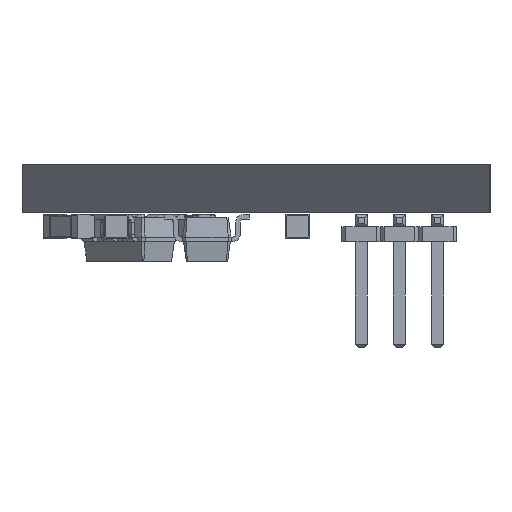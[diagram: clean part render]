
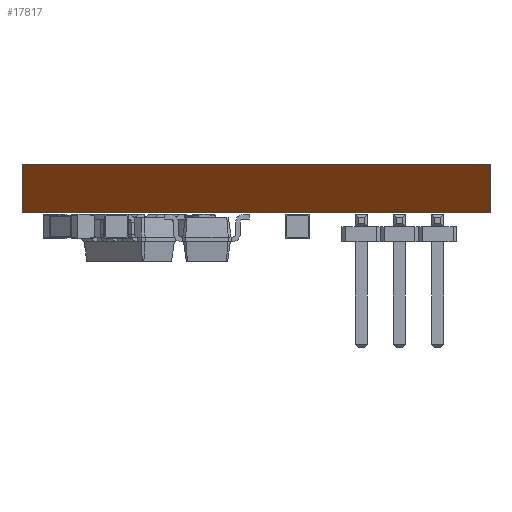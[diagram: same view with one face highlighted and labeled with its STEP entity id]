
A CAD part, left-side view. The second image highlights one B-rep face of the part: STEP entity #17817.
In plain terms, the highlighted planar face has unit normal (-0.605, 0.796, 0).
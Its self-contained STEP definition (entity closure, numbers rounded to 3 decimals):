
#17817 = ADVANCED_FACE('',(#17818),#17832,.T.);
#17818 = FACE_BOUND('',#17819,.T.);
#17819 = EDGE_LOOP('',(#17820,#17855,#17883,#17911));
#17820 = ORIENTED_EDGE('',*,*,#17821,.T.);
#17821 = EDGE_CURVE('',#17822,#17824,#17826,.T.);
#17822 = VERTEX_POINT('',#17823);
#17823 = CARTESIAN_POINT('',(159.6,-79.15,0.));
#17824 = VERTEX_POINT('',#17825);
#17825 = CARTESIAN_POINT('',(159.6,-79.15,1.6));
#17826 = SURFACE_CURVE('',#17827,(#17831,#17843),.PCURVE_S1.);
#17827 = LINE('',#17828,#17829);
#17828 = CARTESIAN_POINT('',(159.6,-79.15,0.));
#17829 = VECTOR('',#17830,1.);
#17830 = DIRECTION('',(0.,0.,1.));
#17831 = PCURVE('',#17832,#17837);
#17832 = PLANE('',#17833);
#17833 = AXIS2_PLACEMENT_3D('',#17834,#17835,#17836);
#17834 = CARTESIAN_POINT('',(159.6,-79.15,0.));
#17835 = DIRECTION('',(-0.605,0.796,0.));
#17836 = DIRECTION('',(0.796,0.605,0.));
#17837 = DEFINITIONAL_REPRESENTATION('',(#17838),#17842);
#17838 = LINE('',#17839,#17840);
#17839 = CARTESIAN_POINT('',(0.,0.));
#17840 = VECTOR('',#17841,1.);
#17841 = DIRECTION('',(0.,-1.));
#17842 = ( GEOMETRIC_REPRESENTATION_CONTEXT(2) 
PARAMETRIC_REPRESENTATION_CONTEXT() REPRESENTATION_CONTEXT('2D SPACE',''
  ) );
#17843 = PCURVE('',#17844,#17849);
#17844 = PLANE('',#17845);
#17845 = AXIS2_PLACEMENT_3D('',#17846,#17847,#17848);
#17846 = CARTESIAN_POINT('',(191.45,-79.15,0.));
#17847 = DIRECTION('',(0.,-1.,0.));
#17848 = DIRECTION('',(-1.,0.,0.));
#17849 = DEFINITIONAL_REPRESENTATION('',(#17850),#17854);
#17850 = LINE('',#17851,#17852);
#17851 = CARTESIAN_POINT('',(31.85,0.));
#17852 = VECTOR('',#17853,1.);
#17853 = DIRECTION('',(0.,-1.));
#17854 = ( GEOMETRIC_REPRESENTATION_CONTEXT(2) 
PARAMETRIC_REPRESENTATION_CONTEXT() REPRESENTATION_CONTEXT('2D SPACE',''
  ) );
#17855 = ORIENTED_EDGE('',*,*,#17856,.T.);
#17856 = EDGE_CURVE('',#17824,#17857,#17859,.T.);
#17857 = VERTEX_POINT('',#17858);
#17858 = CARTESIAN_POINT('',(180.,-63.65,1.6));
#17859 = SURFACE_CURVE('',#17860,(#17864,#17871),.PCURVE_S1.);
#17860 = LINE('',#17861,#17862);
#17861 = CARTESIAN_POINT('',(159.6,-79.15,1.6));
#17862 = VECTOR('',#17863,1.);
#17863 = DIRECTION('',(0.796,0.605,0.));
#17864 = PCURVE('',#17832,#17865);
#17865 = DEFINITIONAL_REPRESENTATION('',(#17866),#17870);
#17866 = LINE('',#17867,#17868);
#17867 = CARTESIAN_POINT('',(0.,-1.6));
#17868 = VECTOR('',#17869,1.);
#17869 = DIRECTION('',(1.,0.));
#17870 = ( GEOMETRIC_REPRESENTATION_CONTEXT(2) 
PARAMETRIC_REPRESENTATION_CONTEXT() REPRESENTATION_CONTEXT('2D SPACE',''
  ) );
#17871 = PCURVE('',#17872,#17877);
#17872 = PLANE('',#17873);
#17873 = AXIS2_PLACEMENT_3D('',#17874,#17875,#17876);
#17874 = CARTESIAN_POINT('',(198.65,-73.297,1.6));
#17875 = DIRECTION('',(-0.,-0.,-1.));
#17876 = DIRECTION('',(-1.,0.,0.));
#17877 = DEFINITIONAL_REPRESENTATION('',(#17878),#17882);
#17878 = LINE('',#17879,#17880);
#17879 = CARTESIAN_POINT('',(39.05,-5.853));
#17880 = VECTOR('',#17881,1.);
#17881 = DIRECTION('',(-0.796,0.605));
#17882 = ( GEOMETRIC_REPRESENTATION_CONTEXT(2) 
PARAMETRIC_REPRESENTATION_CONTEXT() REPRESENTATION_CONTEXT('2D SPACE',''
  ) );
#17883 = ORIENTED_EDGE('',*,*,#17884,.F.);
#17884 = EDGE_CURVE('',#17885,#17857,#17887,.T.);
#17885 = VERTEX_POINT('',#17886);
#17886 = CARTESIAN_POINT('',(180.,-63.65,0.));
#17887 = SURFACE_CURVE('',#17888,(#17892,#17899),.PCURVE_S1.);
#17888 = LINE('',#17889,#17890);
#17889 = CARTESIAN_POINT('',(180.,-63.65,0.));
#17890 = VECTOR('',#17891,1.);
#17891 = DIRECTION('',(0.,0.,1.));
#17892 = PCURVE('',#17832,#17893);
#17893 = DEFINITIONAL_REPRESENTATION('',(#17894),#17898);
#17894 = LINE('',#17895,#17896);
#17895 = CARTESIAN_POINT('',(25.62,0.));
#17896 = VECTOR('',#17897,1.);
#17897 = DIRECTION('',(0.,-1.));
#17898 = ( GEOMETRIC_REPRESENTATION_CONTEXT(2) 
PARAMETRIC_REPRESENTATION_CONTEXT() REPRESENTATION_CONTEXT('2D SPACE',''
  ) );
#17899 = PCURVE('',#17900,#17905);
#17900 = PLANE('',#17901);
#17901 = AXIS2_PLACEMENT_3D('',#17902,#17903,#17904);
#17902 = CARTESIAN_POINT('',(180.,-63.65,0.));
#17903 = DIRECTION('',(0.,1.,0.));
#17904 = DIRECTION('',(1.,0.,0.));
#17905 = DEFINITIONAL_REPRESENTATION('',(#17906),#17910);
#17906 = LINE('',#17907,#17908);
#17907 = CARTESIAN_POINT('',(0.,0.));
#17908 = VECTOR('',#17909,1.);
#17909 = DIRECTION('',(0.,-1.));
#17910 = ( GEOMETRIC_REPRESENTATION_CONTEXT(2) 
PARAMETRIC_REPRESENTATION_CONTEXT() REPRESENTATION_CONTEXT('2D SPACE',''
  ) );
#17911 = ORIENTED_EDGE('',*,*,#17912,.F.);
#17912 = EDGE_CURVE('',#17822,#17885,#17913,.T.);
#17913 = SURFACE_CURVE('',#17914,(#17918,#17925),.PCURVE_S1.);
#17914 = LINE('',#17915,#17916);
#17915 = CARTESIAN_POINT('',(159.6,-79.15,0.));
#17916 = VECTOR('',#17917,1.);
#17917 = DIRECTION('',(0.796,0.605,0.));
#17918 = PCURVE('',#17832,#17919);
#17919 = DEFINITIONAL_REPRESENTATION('',(#17920),#17924);
#17920 = LINE('',#17921,#17922);
#17921 = CARTESIAN_POINT('',(0.,0.));
#17922 = VECTOR('',#17923,1.);
#17923 = DIRECTION('',(1.,0.));
#17924 = ( GEOMETRIC_REPRESENTATION_CONTEXT(2) 
PARAMETRIC_REPRESENTATION_CONTEXT() REPRESENTATION_CONTEXT('2D SPACE',''
  ) );
#17925 = PCURVE('',#17926,#17931);
#17926 = PLANE('',#17927);
#17927 = AXIS2_PLACEMENT_3D('',#17928,#17929,#17930);
#17928 = CARTESIAN_POINT('',(198.65,-73.297,0.));
#17929 = DIRECTION('',(-0.,-0.,-1.));
#17930 = DIRECTION('',(-1.,0.,0.));
#17931 = DEFINITIONAL_REPRESENTATION('',(#17932),#17936);
#17932 = LINE('',#17933,#17934);
#17933 = CARTESIAN_POINT('',(39.05,-5.853));
#17934 = VECTOR('',#17935,1.);
#17935 = DIRECTION('',(-0.796,0.605));
#17936 = ( GEOMETRIC_REPRESENTATION_CONTEXT(2) 
PARAMETRIC_REPRESENTATION_CONTEXT() REPRESENTATION_CONTEXT('2D SPACE',''
  ) );
